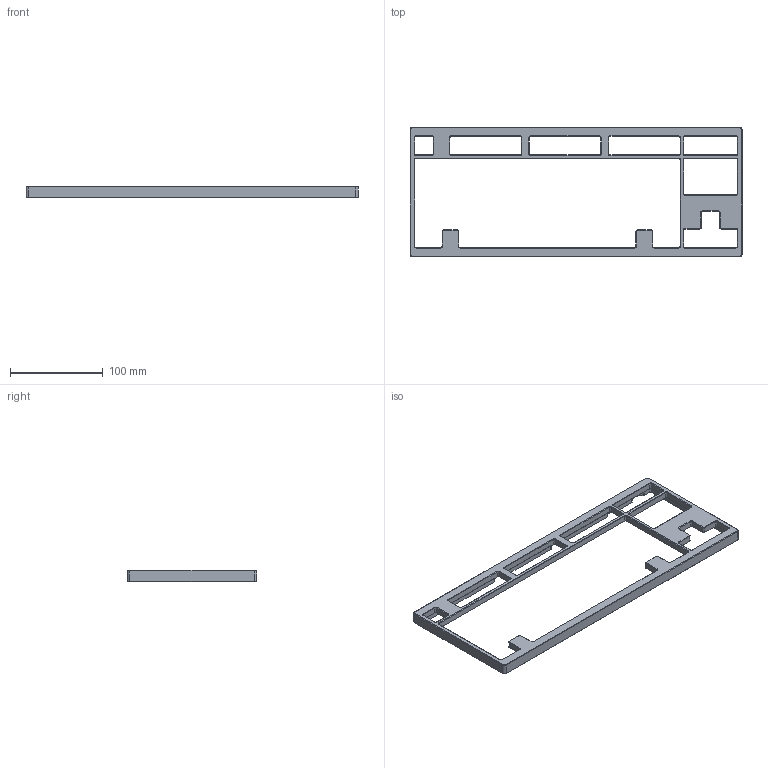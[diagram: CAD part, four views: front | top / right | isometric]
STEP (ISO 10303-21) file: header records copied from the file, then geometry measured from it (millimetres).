
FILE_DESCRIPTION(/* description */ (''),/* implementation_level */ '2;1');
FILE_NAME(/* name */ 'BABYRAGE TOP PIECE.step',/* time_stamp */ '2021-11-21T13:21:19-05:00',/* author */ (''),/* organization */ (''),/* preprocessor_version */ 'ST-DEVELOPER v18.1',/* originating_system */ 'Autodesk Translation Framework v10.10.0.1391',/* authorisation */ '');
FILE_SCHEMA (('AUTOMOTIVE_DESIGN { 1 0 10303 214 3 1 1 }'));
Length unit declared in the file: millimetre
Products named in the file (1): TOP_WKL_STP_V1 (1)
Bounding box: 358.66 x 140.06 x 12 mm (x, y, z)
Volume: 129644.5 mm3; surface area: 56991.7 mm2
Topology: 1 solids, 1 shells, 362 faces, 927 edges, 580 vertices
Faces by surface type: plane 174, cylinder 130, cone 58
Full cylindrical faces by diameter (mm): 1.769 x6, 2.075 x7, 2.529 x2
Entity records: 10967 total; most frequent: DIRECTION 1957, CARTESIAN_POINT 1898, ORIENTED_EDGE 1846, EDGE_CURVE 923, AXIS2_PLACEMENT_3D 675, LINE 607, VECTOR 607, VERTEX_POINT 580
